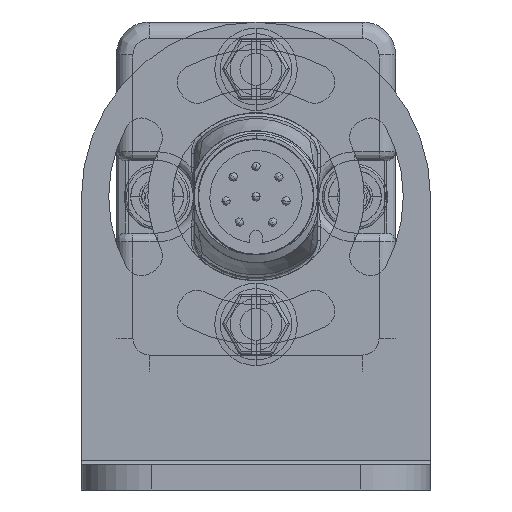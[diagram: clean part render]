
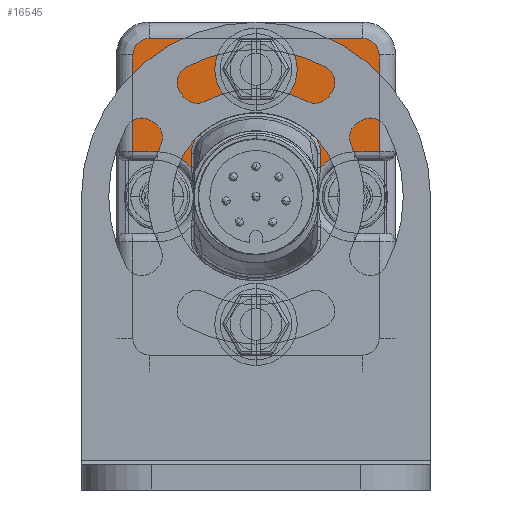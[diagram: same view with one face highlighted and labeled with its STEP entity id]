
A CAD part, front view. The second image highlights one B-rep face of the part: STEP entity #16545.
In plain terms, the highlighted planar face has unit normal (0, -1, 0).
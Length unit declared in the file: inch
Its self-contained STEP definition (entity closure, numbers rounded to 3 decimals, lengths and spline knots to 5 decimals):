
#2125=CARTESIAN_POINT('',(3.6,-805.,19.85759));
#2126=DIRECTION('',(0.,1.,0.));
#2127=DIRECTION('',(0.673,0.,0.74));
#2128=AXIS2_PLACEMENT_3D('',#2125,#2126,#2127);
#2130=CARTESIAN_POINT('',(0.,-805.,15.9));
#2131=DIRECTION('',(0.,1.,0.));
#2132=DIRECTION('',(-0.673,0.,0.74));
#2133=AXIS2_PLACEMENT_3D('',#2130,#2131,#2132);
#2135=CARTESIAN_POINT('',(-3.6,-805.,19.85759));
#2136=DIRECTION('',(0.,1.,0.));
#2137=DIRECTION('',(-1.,0.,0.));
#2138=AXIS2_PLACEMENT_3D('',#2135,#2136,#2137);
#2140=DIRECTION('',(0.,0.,1.));
#2141=VECTOR('',#2140,1.27431);
#2142=CARTESIAN_POINT('',(-5.9,-805.,18.58328));
#2143=LINE('',#2142,#2141);
#2144=CARTESIAN_POINT('',(-9.,-805.,15.9));
#2145=DIRECTION('',(0.,1.,0.));
#2146=DIRECTION('',(0.,0.,1.));
#2147=AXIS2_PLACEMENT_3D('',#2144,#2145,#2146);
#2149=DIRECTION('',(1.,0.,0.));
#2150=VECTOR('',#2149,2.2);
#2151=CARTESIAN_POINT('',(-11.2,-805.,20.));
#2152=LINE('',#2151,#2150);
#2153=DIRECTION('',(0.,0.,-1.));
#2154=VECTOR('',#2153,8.8);
#2155=CARTESIAN_POINT('',(-11.2,-805.,28.8));
#2156=LINE('',#2155,#2154);
#2157=CARTESIAN_POINT('',(-9.7,-805.,28.8));
#2158=DIRECTION('',(0.,-1.,0.));
#2159=DIRECTION('',(0.,0.,1.));
#2160=AXIS2_PLACEMENT_3D('',#2157,#2158,#2159);
#2162=DIRECTION('',(-1.,0.,0.));
#2163=VECTOR('',#2162,19.4);
#2164=CARTESIAN_POINT('',(9.7,-805.,30.3));
#2165=LINE('',#2164,#2163);
#2166=CARTESIAN_POINT('',(9.7,-805.,28.8));
#2167=DIRECTION('',(0.,-1.,0.));
#2168=DIRECTION('',(1.,0.,0.));
#2169=AXIS2_PLACEMENT_3D('',#2166,#2167,#2168);
#2171=DIRECTION('',(0.,0.,1.));
#2172=VECTOR('',#2171,8.8);
#2173=CARTESIAN_POINT('',(11.2,-805.,20.));
#2174=LINE('',#2173,#2172);
#2175=DIRECTION('',(1.,0.,0.));
#2176=VECTOR('',#2175,2.2);
#2177=CARTESIAN_POINT('',(9.,-805.,20.));
#2178=LINE('',#2177,#2176);
#2179=CARTESIAN_POINT('',(9.,-805.,15.9));
#2180=DIRECTION('',(0.,1.,0.));
#2181=DIRECTION('',(-0.756,0.,0.654));
#2182=AXIS2_PLACEMENT_3D('',#2179,#2180,#2181);
#2184=DIRECTION('',(0.,0.,-1.));
#2185=VECTOR('',#2184,1.27431);
#2186=CARTESIAN_POINT('',(5.9,-805.,19.85759));
#2187=LINE('',#2186,#2185);
#2188=CARTESIAN_POINT('',(0.,-805.,27.5));
#2189=DIRECTION('',(0.,-1.,0.));
#2190=DIRECTION('',(-1.,0.,0.));
#2191=AXIS2_PLACEMENT_3D('',#2188,#2189,#2190);
#2193=CARTESIAN_POINT('',(0.,-805.,27.5));
#2194=DIRECTION('',(0.,-1.,0.));
#2195=DIRECTION('',(1.,0.,0.));
#2196=AXIS2_PLACEMENT_3D('',#2193,#2194,#2195);
#8911=CARTESIAN_POINT('',(-5.9,-805.,18.58328));
#12940=CARTESIAN_POINT('',(-9.7,-805.,30.3));
#12941=CARTESIAN_POINT('',(-11.2,-805.,28.8));
#12942=VERTEX_POINT('',#12940);
#12943=VERTEX_POINT('',#12941);
#12948=CARTESIAN_POINT('',(9.7,-805.,30.3));
#12949=VERTEX_POINT('',#12948);
#12952=CARTESIAN_POINT('',(11.2,-805.,28.8));
#12953=VERTEX_POINT('',#12952);
#12996=CARTESIAN_POINT('',(11.2,-805.,20.));
#12997=VERTEX_POINT('',#12996);
#13000=CARTESIAN_POINT('',(9.,-805.,20.));
#13001=VERTEX_POINT('',#13000);
#13028=CARTESIAN_POINT('',(-11.2,-805.,20.));
#13029=VERTEX_POINT('',#13028);
#13032=CARTESIAN_POINT('',(-9.,-805.,20.));
#13033=VERTEX_POINT('',#13032);
#13064=CARTESIAN_POINT('',(5.14766,-805.,21.55898));
#13065=CARTESIAN_POINT('',(5.9,-805.,19.85759));
#13066=VERTEX_POINT('',#13064);
#13067=VERTEX_POINT('',#13065);
#13070=CARTESIAN_POINT('',(5.9,-805.,18.58328));
#13071=VERTEX_POINT('',#13070);
#13095=VERTEX_POINT('',#8911);
#13098=CARTESIAN_POINT('',(-5.9,-805.,19.85759));
#13099=VERTEX_POINT('',#13098);
#13102=CARTESIAN_POINT('',(-5.14766,-805.,21.55898));
#13103=VERTEX_POINT('',#13102);
#13197=CARTESIAN_POINT('',(-1.2446,-805.,27.5));
#13198=CARTESIAN_POINT('',(1.2446,-805.,27.5));
#13199=VERTEX_POINT('',#13197);
#13200=VERTEX_POINT('',#13198);
#16505=CARTESIAN_POINT('',(0.,-805.,0.));
#16506=DIRECTION('',(0.,-1.,0.));
#16507=DIRECTION('',(1.,0.,0.));
#16508=AXIS2_PLACEMENT_3D('',#16505,#16506,#16507);
#16509=PLANE('',#16508);
#16511=ORIENTED_EDGE('',*,*,#16510,.F.);
#16513=ORIENTED_EDGE('',*,*,#16512,.F.);
#16515=ORIENTED_EDGE('',*,*,#16514,.F.);
#16517=ORIENTED_EDGE('',*,*,#16516,.F.);
#16519=ORIENTED_EDGE('',*,*,#16518,.F.);
#16521=ORIENTED_EDGE('',*,*,#16520,.F.);
#16523=ORIENTED_EDGE('',*,*,#16522,.F.);
#16525=ORIENTED_EDGE('',*,*,#16524,.F.);
#16527=ORIENTED_EDGE('',*,*,#16526,.F.);
#16528=ORIENTED_EDGE('',*,*,#16495,.F.);
#16530=ORIENTED_EDGE('',*,*,#16529,.F.);
#16532=ORIENTED_EDGE('',*,*,#16531,.F.);
#16534=ORIENTED_EDGE('',*,*,#16533,.F.);
#16536=ORIENTED_EDGE('',*,*,#16535,.F.);
#16537=EDGE_LOOP('',(#16511,#16513,#16515,#16517,#16519,#16521,#16523,#16525,
#16527,#16528,#16530,#16532,#16534,#16536));
#16538=FACE_OUTER_BOUND('',#16537,.F.);
#16540=ORIENTED_EDGE('',*,*,#16539,.T.);
#16542=ORIENTED_EDGE('',*,*,#16541,.T.);
#16543=EDGE_LOOP('',(#16540,#16542));
#16544=FACE_BOUND('',#16543,.F.);
#16545=ADVANCED_FACE('',(#16538,#16544),#16509,.T.);
#2129=CIRCLE('',#2128,2.3);
#2134=CIRCLE('',#2133,7.65);
#2139=CIRCLE('',#2138,2.3);
#2148=CIRCLE('',#2147,4.1);
#2161=CIRCLE('',#2160,1.5);
#2170=CIRCLE('',#2169,1.5);
#2183=CIRCLE('',#2182,4.1);
#2192=CIRCLE('',#2191,1.2446);
#2197=CIRCLE('',#2196,1.2446);
#16495=EDGE_CURVE('',#12953,#12949,#2170,.T.);
#16510=EDGE_CURVE('',#13066,#13067,#2129,.T.);
#16512=EDGE_CURVE('',#13103,#13066,#2134,.T.);
#16514=EDGE_CURVE('',#13099,#13103,#2139,.T.);
#16516=EDGE_CURVE('',#13095,#13099,#2143,.T.);
#16518=EDGE_CURVE('',#13033,#13095,#2148,.T.);
#16520=EDGE_CURVE('',#13029,#13033,#2152,.T.);
#16522=EDGE_CURVE('',#12943,#13029,#2156,.T.);
#16524=EDGE_CURVE('',#12942,#12943,#2161,.T.);
#16526=EDGE_CURVE('',#12949,#12942,#2165,.T.);
#16529=EDGE_CURVE('',#12997,#12953,#2174,.T.);
#16531=EDGE_CURVE('',#13001,#12997,#2178,.T.);
#16533=EDGE_CURVE('',#13071,#13001,#2183,.T.);
#16535=EDGE_CURVE('',#13067,#13071,#2187,.T.);
#16539=EDGE_CURVE('',#13199,#13200,#2192,.T.);
#16541=EDGE_CURVE('',#13200,#13199,#2197,.T.);
